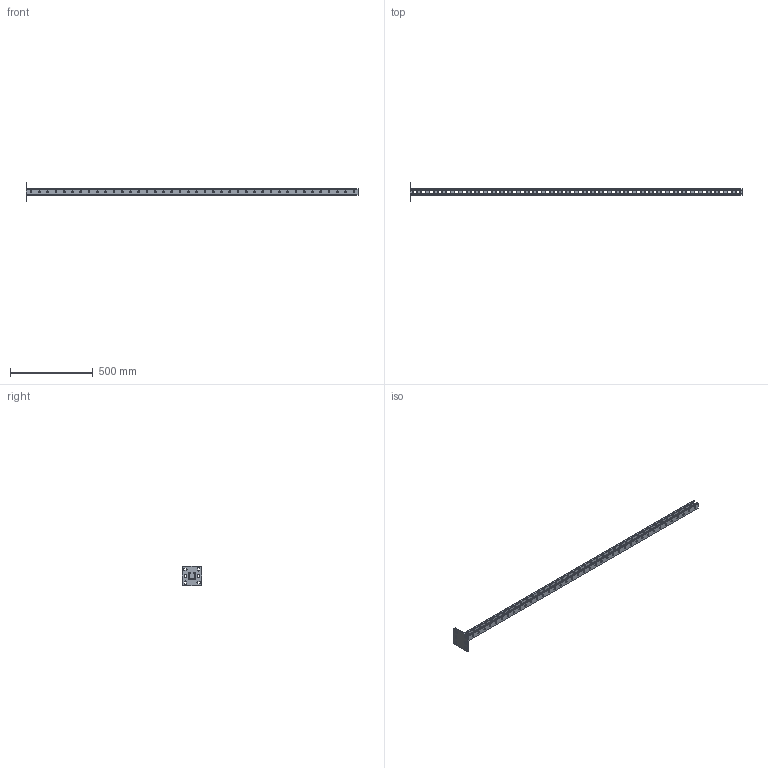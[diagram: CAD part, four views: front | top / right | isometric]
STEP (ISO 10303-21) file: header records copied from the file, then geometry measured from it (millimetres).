
FILE_DESCRIPTION (( 'STEP AP203' ), '1' );
FILE_NAME ('Êðîíøòåéí ïîòîëî÷íûé îäèíàðíûé_h41-2000.step', '2022-01-27T08:29:57', ( '' ), ( '' ), 'SwSTEP 2.0', 'SolidWorks 2017', '' );
FILE_SCHEMA (( 'CONFIG_CONTROL_DESIGN' ));
Length unit declared in the file: millimetre
Products named in the file (3): Êðîíøòåéí ïîòîëî÷íûé îäèíàðíûé_h41-2000; Ïÿòêà ïîòîëî÷êàÿ; STRUT-镳铘桦黖h41-2000
Assembly tree (2 placements, depth 2):
  Êðîíøòåéí ïîòîëî÷íûé îäèíàðíûé_h41-2000
    Ïÿòêà ïîòîëî÷êàÿ
    STRUT-镳铘桦黖h41-2000
Bounding box: 2006 x 120 x 120 mm (x, y, z)
Volume: 695142.8 mm3; surface area: 550088.3 mm2
Topology: 2 solids, 2 shells, 2170 faces, 6450 edges, 4284 vertices
Faces by surface type: plane 1900, cylinder 270
Entity records: 72439 total; most frequent: CARTESIAN_POINT 12909, ORIENTED_EDGE 12900, DIRECTION 11340, EDGE_CURVE 6450, LINE 5910, VECTOR 5910, VERTEX_POINT 4284, AXIS2_PLACEMENT_3D 2715
